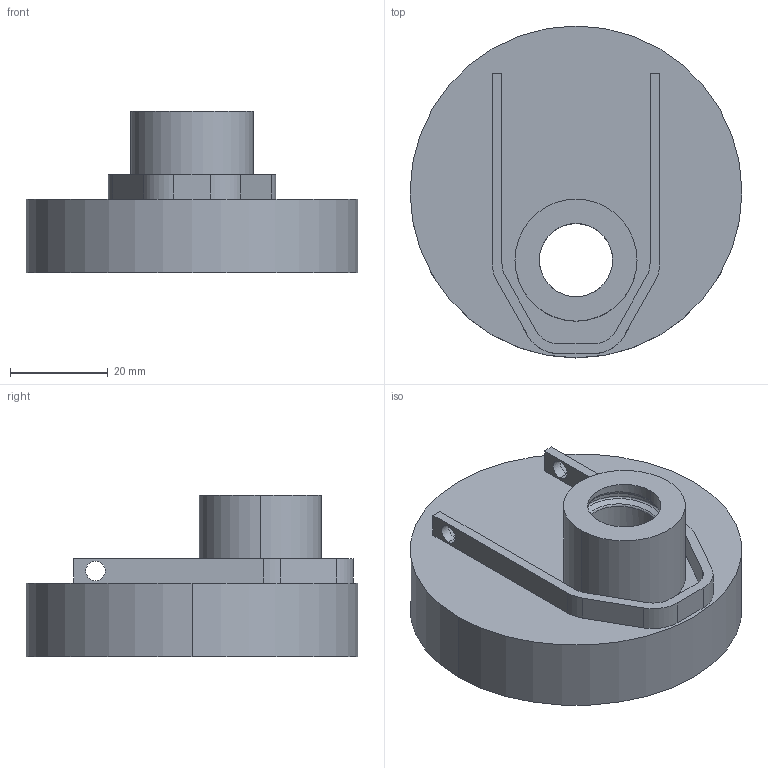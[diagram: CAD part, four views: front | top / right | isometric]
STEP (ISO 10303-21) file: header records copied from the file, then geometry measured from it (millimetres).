
FILE_DESCRIPTION (( 'STEP AP214' ), '1' );
FILE_NAME ('waterbottle_lid.STEP', '2024-07-05T19:30:34', ( '' ), ( '' ), 'SwSTEP 2.0', 'SolidWorks 2023', '' );
FILE_SCHEMA (( 'AUTOMOTIVE_DESIGN' ));
Length unit declared in the file: centimetre
Products named in the file (1): waterbottle_lid
Bounding box: 68 x 68 x 33.09 mm (x, y, z)
Volume: 18783 mm3; surface area: 17219.7 mm2
Topology: 1 solids, 1 shells, 64 faces, 167 edges, 109 vertices
Faces by surface type: cylinder 27, plane 22, bspline 15
Entity records: 4514 total; most frequent: CARTESIAN_POINT 3042, ORIENTED_EDGE 334, DIRECTION 272, EDGE_CURVE 167, VERTEX_POINT 109, AXIS2_PLACEMENT_3D 101, EDGE_LOOP 74, LINE 70
